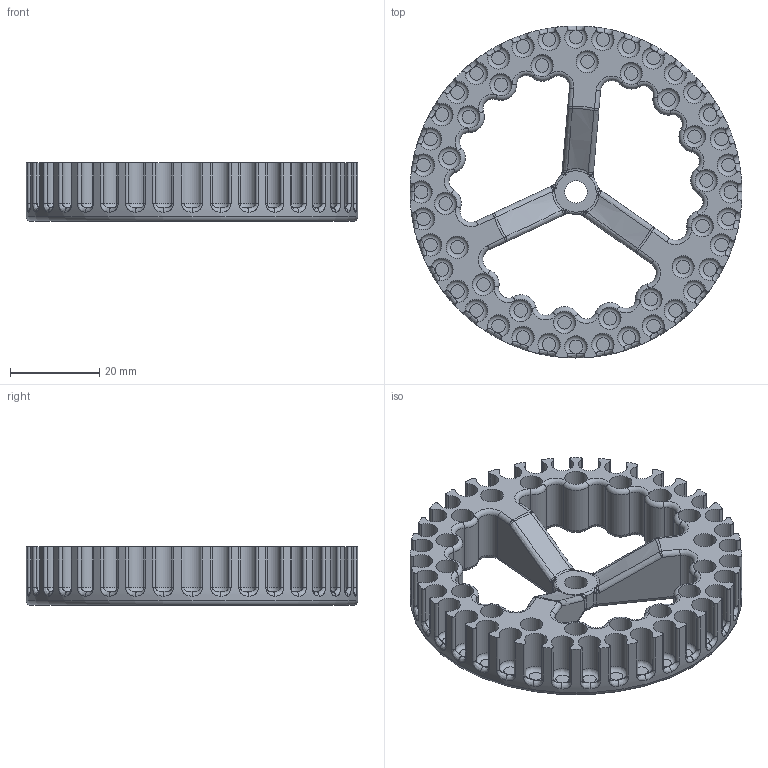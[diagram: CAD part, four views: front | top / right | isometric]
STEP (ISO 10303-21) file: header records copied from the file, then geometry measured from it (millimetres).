
FILE_DESCRIPTION(/* description */ ('STEP AP242','CAx-IF Rec.Pracs.---Representation and Presentation of Product Manufacturing Information (PMI)---4.0---2014-10-13','CAx-IF Rec.Pracs.---3D Tessellated Geometry---0.4---2014-09-14','2;1'),/* implementation_level */ '2;1');
FILE_NAME(/* name */ 'Assembly - Part 17',/* time_stamp */ '2025-07-23T17:14:23Z',/* author */ (''),/* organization */ (''),/* preprocessor_version */ 'ST-DEVELOPER v20',/* originating_system */ 'ONSHAPE BY PTC INC, 1.201',/* authorisation */ ' ');
FILE_SCHEMA (('AP242_MANAGED_MODEL_BASED_3D_ENGINEERING_MIM_LF { 1 0 10303 442 1 1 4 }'));
Length unit declared in the file: metre
Products named in the file (1): Part 17
Bounding box: 74.2 x 74.2 x 13 mm (x, y, z)
Volume: 21156.9 mm3; surface area: 17210.4 mm2
Topology: 1 solids, 1 shells, 501 faces, 1180 edges, 658 vertices
Faces by surface type: cylinder 188, torus 133, bspline 108, plane 63, sphere 6, cone 3
Full cylindrical faces by diameter (mm): 5 x19, 74.2 x1
Entity records: 17607 total; most frequent: CARTESIAN_POINT 7106, DIRECTION 2260, ORIENTED_EDGE 2204, EDGE_CURVE 1102, AXIS2_PLACEMENT_3D 1016, VERTEX_POINT 643, CIRCLE 622, EDGE_LOOP 549
